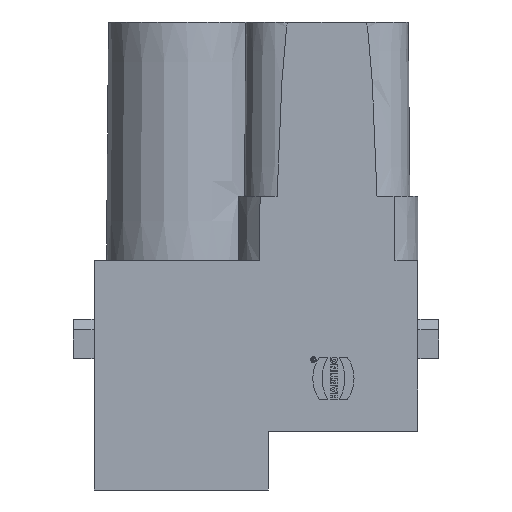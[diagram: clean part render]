
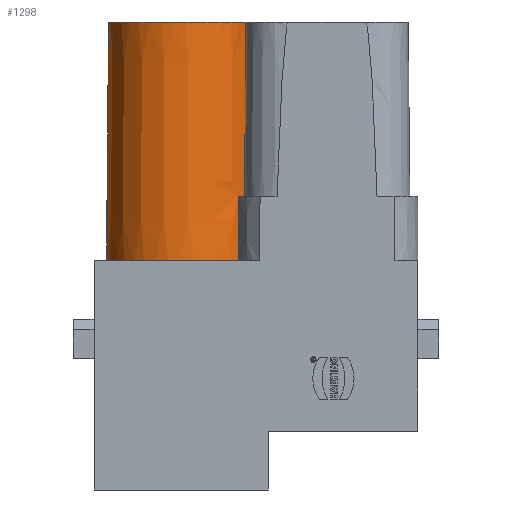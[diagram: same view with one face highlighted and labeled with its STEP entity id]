
A CAD part, left-side view. The second image highlights one B-rep face of the part: STEP entity #1298.
In plain terms, the highlighted conical face has half-angle 0.5 degrees and reference radius 6.799 mm.
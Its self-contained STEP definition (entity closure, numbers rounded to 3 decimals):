
#983=FACE_OUTER_BOUND('',#1972,.T.);
#1078=CONICAL_SURFACE('',#6981,6.799,0.5);
#1298=ADVANCED_FACE('',(#983),#1078,.T.);
#1972=EDGE_LOOP('',(#2987,#2988,#2989,#2990,#2991,#2992,#2993,#2994));
#2987=ORIENTED_EDGE('',*,*,#4575,.T.);
#2988=ORIENTED_EDGE('',*,*,#4549,.T.);
#2989=ORIENTED_EDGE('',*,*,#4553,.T.);
#2990=ORIENTED_EDGE('',*,*,#4555,.T.);
#2991=ORIENTED_EDGE('',*,*,#4576,.F.);
#2992=ORIENTED_EDGE('',*,*,#4569,.F.);
#2993=ORIENTED_EDGE('',*,*,#4571,.T.);
#2994=ORIENTED_EDGE('',*,*,#4574,.T.);
#3920=VERTEX_POINT('',#10944);
#3921=VERTEX_POINT('',#10949);
#3923=VERTEX_POINT('',#10955);
#3924=VERTEX_POINT('',#10959);
#3934=VERTEX_POINT('',#11008);
#3935=VERTEX_POINT('',#11013);
#3936=VERTEX_POINT('',#11017);
#3937=VERTEX_POINT('',#11021);
#4549=EDGE_CURVE('',#3921,#3920,#4832,.T.);
#4553=EDGE_CURVE('',#3920,#3923,#4959,.T.);
#4555=EDGE_CURVE('',#3923,#3924,#4833,.T.);
#4569=EDGE_CURVE('',#3934,#3935,#4836,.T.);
#4571=EDGE_CURVE('',#3934,#3936,#4967,.T.);
#4574=EDGE_CURVE('',#3936,#3937,#4837,.T.);
#4575=EDGE_CURVE('',#3937,#3921,#4970,.T.);
#4576=EDGE_CURVE('',#3935,#3924,#4971,.T.);
#4832=B_SPLINE_CURVE_WITH_KNOTS('',3,(#10945,#10946,#10947,#10948),
 .UNSPECIFIED.,.F.,.F.,(4,4),(0.,1.),.UNSPECIFIED.);
#4833=B_SPLINE_CURVE_WITH_KNOTS('',3,(#10961,#10962,#10963,#10964),
 .UNSPECIFIED.,.F.,.F.,(4,4),(0.,1.),.UNSPECIFIED.);
#4836=B_SPLINE_CURVE_WITH_KNOTS('',3,(#11009,#11010,#11011,#11012),
 .UNSPECIFIED.,.F.,.F.,(4,4),(0.,1.),.UNSPECIFIED.);
#4837=B_SPLINE_CURVE_WITH_KNOTS('',3,(#11022,#11023,#11024,#11025),
 .UNSPECIFIED.,.F.,.F.,(4,4),(0.,1.),.UNSPECIFIED.);
#4959=CIRCLE('',#6960,6.942);
#4967=CIRCLE('',#6974,6.942);
#4970=CIRCLE('',#6979,6.995);
#4971=CIRCLE('',#6980,6.8);
#6960=AXIS2_PLACEMENT_3D('',#10956,#8059,#8060);
#6974=AXIS2_PLACEMENT_3D('',#11016,#8091,#8092);
#6979=AXIS2_PLACEMENT_3D('',#11027,#8101,#8102);
#6980=AXIS2_PLACEMENT_3D('',#11028,#8103,#8104);
#6981=AXIS2_PLACEMENT_3D('',#11029,#8105,#8106);
#8059=DIRECTION('',(0.,0.,1.));
#8060=DIRECTION('',(-0.633,-0.774,0.));
#8091=DIRECTION('',(0.,0.,1.));
#8092=DIRECTION('',(0.622,-0.783,0.));
#8101=DIRECTION('',(0.,0.,1.));
#8102=DIRECTION('',(0.904,0.427,0.));
#8103=DIRECTION('',(0.,0.,1.));
#8104=DIRECTION('',(0.622,-0.783,0.));
#8105=DIRECTION('',(0.,0.,-1.));
#8106=DIRECTION('',(0.311,-0.951,0.));
#10944=CARTESIAN_POINT('',(-4.392,1.623,15.2));
#10945=CARTESIAN_POINT('',(-4.5,1.645,9.2));
#10946=CARTESIAN_POINT('',(-4.464,1.638,11.199));
#10947=CARTESIAN_POINT('',(-4.428,1.63,13.199));
#10948=CARTESIAN_POINT('',(-4.392,1.623,15.2));
#10949=CARTESIAN_POINT('',(-4.5,1.645,9.2));
#10955=CARTESIAN_POINT('',(-3.628,1.081,15.2));
#10956=CARTESIAN_POINT('',(0.,7.,15.2));
#10959=CARTESIAN_POINT('',(-3.091,0.943,31.5));
#10961=CARTESIAN_POINT('',(-3.628,1.081,15.2));
#10962=CARTESIAN_POINT('',(-3.478,1.045,20.634));
#10963=CARTESIAN_POINT('',(-3.314,1.004,26.068));
#10964=CARTESIAN_POINT('',(-3.091,0.943,31.5));
#11008=CARTESIAN_POINT('',(3.628,1.081,15.2));
#11009=CARTESIAN_POINT('',(3.628,1.081,15.2));
#11010=CARTESIAN_POINT('',(3.478,1.045,20.634));
#11011=CARTESIAN_POINT('',(3.314,1.004,26.068));
#11012=CARTESIAN_POINT('',(3.091,0.943,31.5));
#11013=CARTESIAN_POINT('',(3.091,0.943,31.5));
#11016=CARTESIAN_POINT('',(0.,7.,15.2));
#11017=CARTESIAN_POINT('',(4.392,1.623,15.2));
#11021=CARTESIAN_POINT('',(4.5,1.645,9.2));
#11022=CARTESIAN_POINT('',(4.392,1.623,15.2));
#11023=CARTESIAN_POINT('',(4.428,1.63,13.199));
#11024=CARTESIAN_POINT('',(4.464,1.638,11.199));
#11025=CARTESIAN_POINT('',(4.5,1.645,9.2));
#11027=CARTESIAN_POINT('',(0.,7.,9.2));
#11028=CARTESIAN_POINT('',(0.,7.,31.5));
#11029=CARTESIAN_POINT('',(0.,7.,31.6));
